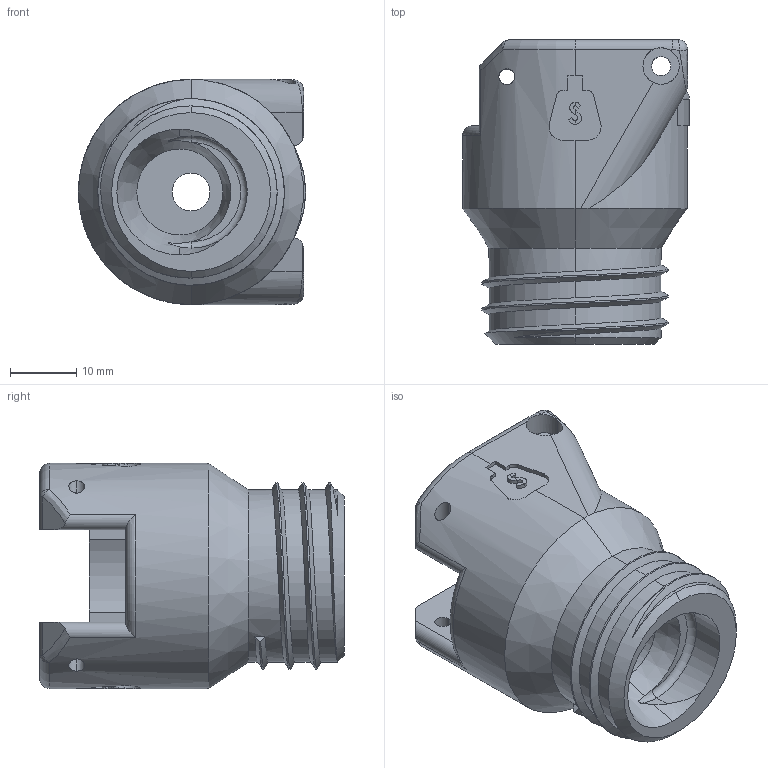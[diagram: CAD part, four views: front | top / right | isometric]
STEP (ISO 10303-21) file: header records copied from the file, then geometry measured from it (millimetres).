
FILE_DESCRIPTION (( 'STEP AP214' ), '1' );
FILE_NAME ('V4Fuse.STEP', '2025-05-27T17:55:06', ( '' ), ( '' ), 'SwSTEP 2.0', 'SolidWorks 2025', '' );
FILE_SCHEMA (( 'AUTOMOTIVE_DESIGN' ));
Length unit declared in the file: millimetre
Products named in the file (1): V4Fuse
Bounding box: 34.29 x 46 x 34 mm (x, y, z)
Volume: 25577.3 mm3; surface area: 8559.4 mm2
Topology: 1 solids, 1 shells, 165 faces, 449 edges, 287 vertices
Faces by surface type: cylinder 59, plane 50, bspline 37, cone 8, torus 7, sphere 4
Entity records: 7455 total; most frequent: CARTESIAN_POINT 3642, ORIENTED_EDGE 894, DIRECTION 654, EDGE_CURVE 447, VERTEX_POINT 287, AXIS2_PLACEMENT_3D 232, VECTOR 190, LINE 190
